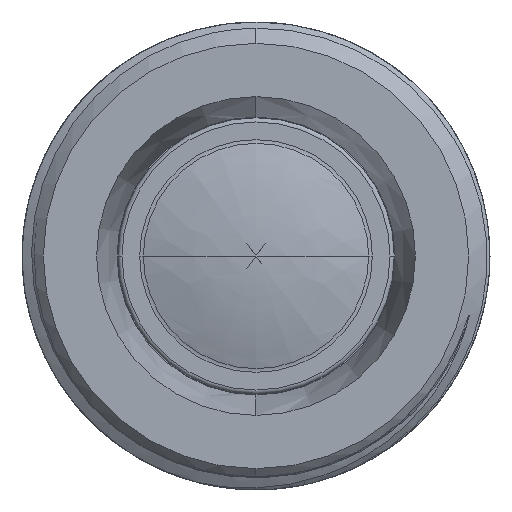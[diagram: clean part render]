
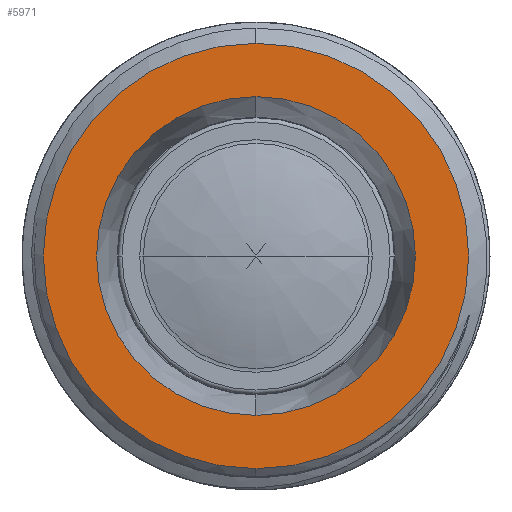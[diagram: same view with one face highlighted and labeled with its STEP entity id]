
A CAD part, left-side view. The second image highlights one B-rep face of the part: STEP entity #5971.
In plain terms, the highlighted planar face has unit normal (-1, 0, 0).
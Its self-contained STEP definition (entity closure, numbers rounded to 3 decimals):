
#348 = DIRECTION ( 'NONE',  ( 1., 0., 0. ) ) ;
#354 = DIRECTION ( 'NONE',  ( 1., 0., 0. ) ) ;
#1389 = CARTESIAN_POINT ( 'NONE',  ( -1.351, 0., 3.747 ) ) ;
#1591 = CIRCLE ( 'NONE', #11395, 3.747 ) ;
#1802 = DIRECTION ( 'NONE',  ( 0., 0., 1. ) ) ;
#2193 = CARTESIAN_POINT ( 'NONE',  ( -1.351, 0., 0. ) ) ;
#2394 = CARTESIAN_POINT ( 'NONE',  ( -1.351, 0., -3.747 ) ) ;
#2704 = EDGE_LOOP ( 'NONE', ( #12046, #12243 ) ) ;
#3316 = CARTESIAN_POINT ( 'NONE',  ( -1.351, 0., 5. ) ) ;
#3585 = CARTESIAN_POINT ( 'NONE',  ( -1.351, 0., 0. ) ) ;
#3789 = AXIS2_PLACEMENT_3D ( 'NONE', #10295, #354, #1802 ) ;
#4000 = AXIS2_PLACEMENT_3D ( 'NONE', #6918, #9325, #10561 ) ;
#4277 = FACE_BOUND ( 'NONE', #2704, .T. ) ;
#4663 = CIRCLE ( 'NONE', #10482, 5. ) ;
#5091 = DIRECTION ( 'NONE',  ( 0., 0., -1. ) ) ;
#5184 = EDGE_CURVE ( 'NONE', #6483, #14146, #13102, .T. ) ;
#5288 = EDGE_LOOP ( 'NONE', ( #8421, #9908 ) ) ;
#5971 = ADVANCED_FACE ( 'NONE', ( #15180, #4277 ), #15408, .T. ) ;
#6043 = DIRECTION ( 'NONE',  ( 0., 0., -1. ) ) ;
#6093 = DIRECTION ( 'NONE',  ( 1., 0., 0. ) ) ;
#6483 = VERTEX_POINT ( 'NONE', #3316 ) ;
#6918 = CARTESIAN_POINT ( 'NONE',  ( -1.351, 0., 0. ) ) ;
#7501 = CARTESIAN_POINT ( 'NONE',  ( -1.351, 0., 0. ) ) ;
#7859 = EDGE_CURVE ( 'NONE', #14146, #6483, #4663, .T. ) ;
#8421 = ORIENTED_EDGE ( 'NONE', *, *, #7859, .F. ) ;
#9325 = DIRECTION ( 'NONE',  ( -1., 0., 0. ) ) ;
#9558 = DIRECTION ( 'NONE',  ( 1., 0., 0. ) ) ;
#9726 = VERTEX_POINT ( 'NONE', #1389 ) ;
#9908 = ORIENTED_EDGE ( 'NONE', *, *, #5184, .F. ) ;
#10295 = CARTESIAN_POINT ( 'NONE',  ( -1.351, 0., 0. ) ) ;
#10371 = CARTESIAN_POINT ( 'NONE',  ( -1.351, 0., -5. ) ) ;
#10482 = AXIS2_PLACEMENT_3D ( 'NONE', #7501, #348, #5091 ) ;
#10555 = CIRCLE ( 'NONE', #12038, 3.747 ) ;
#10561 = DIRECTION ( 'NONE',  ( 0., -1., 0. ) ) ;
#11395 = AXIS2_PLACEMENT_3D ( 'NONE', #2193, #9558, #15686 ) ;
#11440 = EDGE_CURVE ( 'NONE', #9726, #11822, #1591, .T. ) ;
#11822 = VERTEX_POINT ( 'NONE', #2394 ) ;
#12038 = AXIS2_PLACEMENT_3D ( 'NONE', #3585, #6093, #6043 ) ;
#12046 = ORIENTED_EDGE ( 'NONE', *, *, #11440, .T. ) ;
#12243 = ORIENTED_EDGE ( 'NONE', *, *, #14611, .T. ) ;
#13102 = CIRCLE ( 'NONE', #3789, 5. ) ;
#14146 = VERTEX_POINT ( 'NONE', #10371 ) ;
#14611 = EDGE_CURVE ( 'NONE', #11822, #9726, #10555, .T. ) ;
#15180 = FACE_OUTER_BOUND ( 'NONE', #5288, .T. ) ;
#15408 = PLANE ( 'NONE',  #4000 ) ;
#15686 = DIRECTION ( 'NONE',  ( 0., 0., 1. ) ) ;
